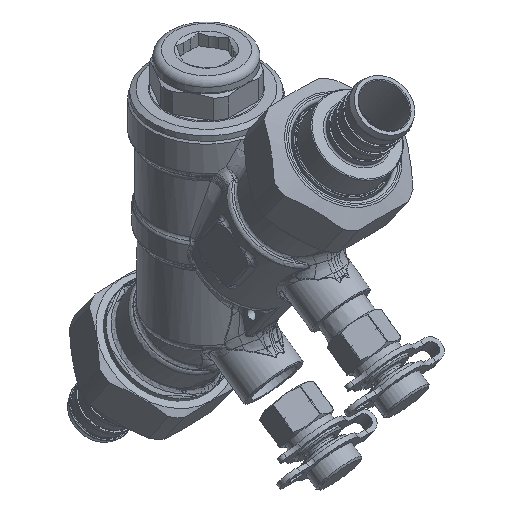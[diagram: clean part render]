
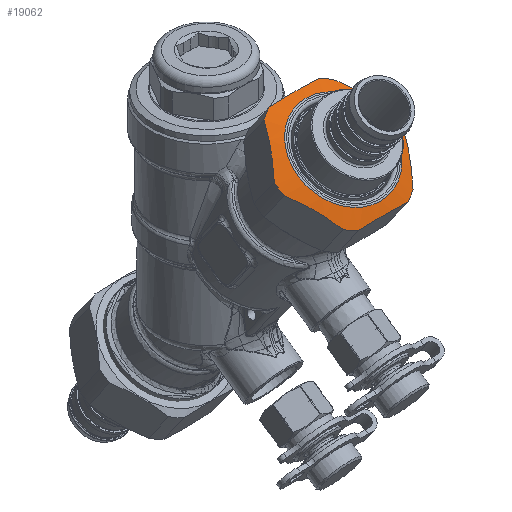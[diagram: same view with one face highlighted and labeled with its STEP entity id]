
A CAD part, isometric view. The second image highlights one B-rep face of the part: STEP entity #19062.
In plain terms, the highlighted conical face has half-angle 60 degrees and reference radius 17.78 mm.
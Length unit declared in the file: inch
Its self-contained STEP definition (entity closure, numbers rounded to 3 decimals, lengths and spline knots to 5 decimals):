
#956=(
BOUNDED_CURVE()
B_SPLINE_CURVE(2,(#140082,#140083,#140084),.UNSPECIFIED.,.F.,.F.)
B_SPLINE_CURVE_WITH_KNOTS((3,3),(0.,1.67512),.UNSPECIFIED.)
CURVE()
GEOMETRIC_REPRESENTATION_ITEM()
RATIONAL_B_SPLINE_CURVE((1.,1.096,1.))
REPRESENTATION_ITEM('')
);
#957=(
BOUNDED_CURVE()
B_SPLINE_CURVE(2,(#140088,#140089,#140090),.UNSPECIFIED.,.F.,.F.)
B_SPLINE_CURVE_WITH_KNOTS((3,3),(0.,1.67512),.UNSPECIFIED.)
CURVE()
GEOMETRIC_REPRESENTATION_ITEM()
RATIONAL_B_SPLINE_CURVE((1.,1.096,1.))
REPRESENTATION_ITEM('')
);
#958=(
BOUNDED_CURVE()
B_SPLINE_CURVE(2,(#140094,#140095,#140096),.UNSPECIFIED.,.F.,.F.)
B_SPLINE_CURVE_WITH_KNOTS((3,3),(0.,1.67512),.UNSPECIFIED.)
CURVE()
GEOMETRIC_REPRESENTATION_ITEM()
RATIONAL_B_SPLINE_CURVE((1.,1.096,1.))
REPRESENTATION_ITEM('')
);
#959=(
BOUNDED_CURVE()
B_SPLINE_CURVE(2,(#140100,#140101,#140102),.UNSPECIFIED.,.F.,.F.)
B_SPLINE_CURVE_WITH_KNOTS((3,3),(0.,1.67512),.UNSPECIFIED.)
CURVE()
GEOMETRIC_REPRESENTATION_ITEM()
RATIONAL_B_SPLINE_CURVE((1.,1.096,1.))
REPRESENTATION_ITEM('')
);
#960=(
BOUNDED_CURVE()
B_SPLINE_CURVE(2,(#140106,#140107,#140108),.UNSPECIFIED.,.F.,.F.)
B_SPLINE_CURVE_WITH_KNOTS((3,3),(0.,1.67512),.UNSPECIFIED.)
CURVE()
GEOMETRIC_REPRESENTATION_ITEM()
RATIONAL_B_SPLINE_CURVE((1.,1.096,1.))
REPRESENTATION_ITEM('')
);
#961=(
BOUNDED_CURVE()
B_SPLINE_CURVE(2,(#140112,#140113,#140114),.UNSPECIFIED.,.F.,.F.)
B_SPLINE_CURVE_WITH_KNOTS((3,3),(0.,1.67512),.UNSPECIFIED.)
CURVE()
GEOMETRIC_REPRESENTATION_ITEM()
RATIONAL_B_SPLINE_CURVE((1.,1.096,1.))
REPRESENTATION_ITEM('')
);
#2331=CONICAL_SURFACE('',#20424,0.7,1.047);
#3616=FACE_OUTER_BOUND('',#4822,.T.);
#4822=EDGE_LOOP('',(#16224,#16225,#16226,#16227,#16228,#16229,#16230,#16231,
#16232,#16233,#16234,#16235,#16236,#16237,#16238,#16239));
#5701=CIRCLE('',#20421,0.60928);
#5703=CIRCLE('',#20425,0.8);
#5704=CIRCLE('',#20426,0.8);
#5705=CIRCLE('',#20427,0.8);
#5706=CIRCLE('',#20428,0.8);
#5707=CIRCLE('',#20429,0.8);
#5708=CIRCLE('',#20430,0.8);
#5709=CIRCLE('',#20431,0.8);
#6199=LINE('',#140078,#6598);
#6598=VECTOR('',#23491,0.7);
#8176=VERTEX_POINT('',#140070);
#8178=VERTEX_POINT('',#140077);
#8179=VERTEX_POINT('',#140079);
#8180=VERTEX_POINT('',#140081);
#8181=VERTEX_POINT('',#140085);
#8182=VERTEX_POINT('',#140087);
#8183=VERTEX_POINT('',#140091);
#8184=VERTEX_POINT('',#140093);
#8185=VERTEX_POINT('',#140097);
#8186=VERTEX_POINT('',#140099);
#8187=VERTEX_POINT('',#140103);
#8188=VERTEX_POINT('',#140105);
#8189=VERTEX_POINT('',#140109);
#8190=VERTEX_POINT('',#140111);
#10877=EDGE_CURVE('',#8176,#8176,#5701,.T.);
#10879=EDGE_CURVE('',#8176,#8178,#6199,.T.);
#10880=EDGE_CURVE('',#8179,#8178,#5703,.T.);
#10881=EDGE_CURVE('',#8180,#8179,#956,.T.);
#10882=EDGE_CURVE('',#8181,#8180,#5704,.T.);
#10883=EDGE_CURVE('',#8182,#8181,#957,.T.);
#10884=EDGE_CURVE('',#8183,#8182,#5705,.T.);
#10885=EDGE_CURVE('',#8184,#8183,#958,.T.);
#10886=EDGE_CURVE('',#8185,#8184,#5706,.T.);
#10887=EDGE_CURVE('',#8186,#8185,#959,.T.);
#10888=EDGE_CURVE('',#8187,#8186,#5707,.T.);
#10889=EDGE_CURVE('',#8188,#8187,#960,.T.);
#10890=EDGE_CURVE('',#8189,#8188,#5708,.T.);
#10891=EDGE_CURVE('',#8190,#8189,#961,.T.);
#10892=EDGE_CURVE('',#8178,#8190,#5709,.T.);
#16224=ORIENTED_EDGE('',*,*,#10877,.F.);
#16225=ORIENTED_EDGE('',*,*,#10879,.T.);
#16226=ORIENTED_EDGE('',*,*,#10880,.F.);
#16227=ORIENTED_EDGE('',*,*,#10881,.F.);
#16228=ORIENTED_EDGE('',*,*,#10882,.F.);
#16229=ORIENTED_EDGE('',*,*,#10883,.F.);
#16230=ORIENTED_EDGE('',*,*,#10884,.F.);
#16231=ORIENTED_EDGE('',*,*,#10885,.F.);
#16232=ORIENTED_EDGE('',*,*,#10886,.F.);
#16233=ORIENTED_EDGE('',*,*,#10887,.F.);
#16234=ORIENTED_EDGE('',*,*,#10888,.F.);
#16235=ORIENTED_EDGE('',*,*,#10889,.F.);
#16236=ORIENTED_EDGE('',*,*,#10890,.F.);
#16237=ORIENTED_EDGE('',*,*,#10891,.F.);
#16238=ORIENTED_EDGE('',*,*,#10892,.F.);
#16239=ORIENTED_EDGE('',*,*,#10879,.F.);
#19062=ADVANCED_FACE('',(#3616),#2331,.T.);
#20421=AXIS2_PLACEMENT_3D('',#140072,#23483,#23484);
#20424=AXIS2_PLACEMENT_3D('',#140076,#23489,#23490);
#20425=AXIS2_PLACEMENT_3D('',#140080,#23492,#23493);
#20426=AXIS2_PLACEMENT_3D('',#140086,#23494,#23495);
#20427=AXIS2_PLACEMENT_3D('',#140092,#23496,#23497);
#20428=AXIS2_PLACEMENT_3D('',#140098,#23498,#23499);
#20429=AXIS2_PLACEMENT_3D('',#140104,#23500,#23501);
#20430=AXIS2_PLACEMENT_3D('',#140110,#23502,#23503);
#20431=AXIS2_PLACEMENT_3D('',#140115,#23504,#23505);
#23483=DIRECTION('center_axis',(0.,-0.574,
0.819));
#23484=DIRECTION('ref_axis',(-1.,0.,0.));
#23489=DIRECTION('center_axis',(0.,0.574,
-0.819));
#23490=DIRECTION('ref_axis',(1.,0.,0.));
#23491=DIRECTION('',(-0.866,0.287,-0.41));
#23492=DIRECTION('center_axis',(0.,0.574,
-0.819));
#23493=DIRECTION('ref_axis',(-1.,0.,0.));
#23494=DIRECTION('center_axis',(0.,0.574,
-0.819));
#23495=DIRECTION('ref_axis',(-1.,0.,0.));
#23496=DIRECTION('center_axis',(0.,0.574,
-0.819));
#23497=DIRECTION('ref_axis',(-1.,0.,0.));
#23498=DIRECTION('center_axis',(0.,0.574,
-0.819));
#23499=DIRECTION('ref_axis',(-1.,0.,0.));
#23500=DIRECTION('center_axis',(0.,0.574,
-0.819));
#23501=DIRECTION('ref_axis',(-1.,0.,0.));
#23502=DIRECTION('center_axis',(0.,0.574,
-0.819));
#23503=DIRECTION('ref_axis',(-1.,0.,0.));
#23504=DIRECTION('center_axis',(0.,0.574,
-0.819));
#23505=DIRECTION('ref_axis',(-1.,0.,0.));
#140070=CARTESIAN_POINT('',(-0.60928,-1.83453,0.22021));
#140072=CARTESIAN_POINT('Origin',(0.,-1.83453,
0.22021));
#140076=CARTESIAN_POINT('Origin',(0.,-1.80449,
0.17731));
#140077=CARTESIAN_POINT('',(-0.8,-1.77137,0.13001));
#140078=CARTESIAN_POINT('',(-0.7,-1.80449,0.17731));
#140079=CARTESIAN_POINT('',(-0.79583,-1.8382,0.08322));
#140080=CARTESIAN_POINT('Origin',(0.,-1.77137,
0.13001));
#140081=CARTESIAN_POINT('',(-0.46857,-2.30252,-0.2419));
#140082=CARTESIAN_POINT('Ctrl Pts',(-0.46857,-2.30252,
-0.2419));
#140083=CARTESIAN_POINT('Ctrl Pts',(-0.6322,-2.1147,
-0.01603));
#140084=CARTESIAN_POINT('Ctrl Pts',(-0.79583,-1.8382,
0.08322));
#140085=CARTESIAN_POINT('',(-0.32726,-2.36935,-0.2887));
#140086=CARTESIAN_POINT('Origin',(0.,-1.77137,
0.13001));
#140087=CARTESIAN_POINT('',(0.32726,-2.36935,-0.2887));
#140088=CARTESIAN_POINT('Ctrl Pts',(0.32726,-2.36935,
-0.2887));
#140089=CARTESIAN_POINT('Ctrl Pts',(0.,-2.41369,
-0.22538));
#140090=CARTESIAN_POINT('Ctrl Pts',(-0.32726,-2.36935,
-0.2887));
#140091=CARTESIAN_POINT('',(0.46857,-2.30252,-0.2419));
#140092=CARTESIAN_POINT('Origin',(0.,-1.77137,
0.13001));
#140093=CARTESIAN_POINT('',(0.79583,-1.8382,0.08322));
#140094=CARTESIAN_POINT('Ctrl Pts',(0.79583,-1.8382,
0.08322));
#140095=CARTESIAN_POINT('Ctrl Pts',(0.6322,-2.1147,
-0.01603));
#140096=CARTESIAN_POINT('Ctrl Pts',(0.46857,-2.30252,
-0.2419));
#140097=CARTESIAN_POINT('',(0.79583,-1.70454,0.17681));
#140098=CARTESIAN_POINT('Origin',(0.,-1.77137,
0.13001));
#140099=CARTESIAN_POINT('',(0.46857,-1.24022,0.50193));
#140100=CARTESIAN_POINT('Ctrl Pts',(0.46857,-1.24022,
0.50193));
#140101=CARTESIAN_POINT('Ctrl Pts',(0.6322,-1.51672,
0.40268));
#140102=CARTESIAN_POINT('Ctrl Pts',(0.79583,-1.70454,
0.17681));
#140103=CARTESIAN_POINT('',(0.32726,-1.17339,0.54872));
#140104=CARTESIAN_POINT('Origin',(0.,-1.77137,
0.13001));
#140105=CARTESIAN_POINT('',(-0.32726,-1.17339,0.54872));
#140106=CARTESIAN_POINT('Ctrl Pts',(-0.32726,-1.17339,
0.54872));
#140107=CARTESIAN_POINT('Ctrl Pts',(0.,-1.21772,
0.61204));
#140108=CARTESIAN_POINT('Ctrl Pts',(0.32726,-1.17339,
0.54872));
#140109=CARTESIAN_POINT('',(-0.46857,-1.24022,0.50193));
#140110=CARTESIAN_POINT('Origin',(0.,-1.77137,
0.13001));
#140111=CARTESIAN_POINT('',(-0.79583,-1.70454,0.17681));
#140112=CARTESIAN_POINT('Ctrl Pts',(-0.79583,-1.70454,
0.17681));
#140113=CARTESIAN_POINT('Ctrl Pts',(-0.6322,-1.51672,
0.40268));
#140114=CARTESIAN_POINT('Ctrl Pts',(-0.46857,-1.24022,
0.50193));
#140115=CARTESIAN_POINT('Origin',(0.,-1.77137,
0.13001));
